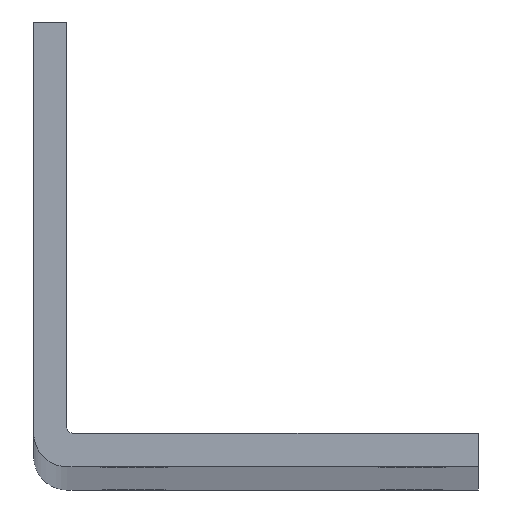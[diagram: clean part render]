
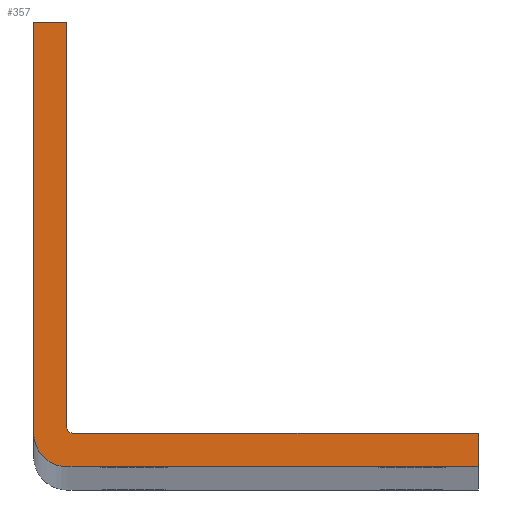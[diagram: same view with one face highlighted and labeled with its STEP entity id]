
A CAD part, top view. The second image highlights one B-rep face of the part: STEP entity #357.
In plain terms, the highlighted planar face has unit normal (0, 0, 1).
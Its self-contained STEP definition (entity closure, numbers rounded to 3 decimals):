
#7 = ORIENTED_EDGE ( 'NONE', *, *, #101, .T. ) ;
#8 = CARTESIAN_POINT ( 'NONE',  ( 0., 3., 1200. ) ) ;
#20 = VECTOR ( 'NONE', #238, 1000. ) ;
#22 = VERTEX_POINT ( 'NONE', #417 ) ;
#32 = EDGE_CURVE ( 'NONE', #318, #626, #364, .T. ) ;
#47 = CARTESIAN_POINT ( 'NONE',  ( 0., 3., 1200. ) ) ;
#59 = LINE ( 'NONE', #183, #158 ) ;
#70 = CARTESIAN_POINT ( 'NONE',  ( 3.5, 3., 1200. ) ) ;
#73 = VECTOR ( 'NONE', #517, 1000. ) ;
#75 = ORIENTED_EDGE ( 'NONE', *, *, #162, .T. ) ;
#88 = CARTESIAN_POINT ( 'NONE',  ( 40., 3., 1200. ) ) ;
#99 = LINE ( 'NONE', #227, #422 ) ;
#101 = EDGE_CURVE ( 'NONE', #626, #114, #463, .T. ) ;
#114 = VERTEX_POINT ( 'NONE', #275 ) ;
#116 = ORIENTED_EDGE ( 'NONE', *, *, #164, .T. ) ;
#121 = LINE ( 'NONE', #283, #443 ) ;
#152 = VERTEX_POINT ( 'NONE', #569 ) ;
#158 = VECTOR ( 'NONE', #612, 1000. ) ;
#162 = EDGE_CURVE ( 'NONE', #22, #152, #59, .T. ) ;
#164 = EDGE_CURVE ( 'NONE', #152, #223, #99, .T. ) ;
#177 = CARTESIAN_POINT ( 'NONE',  ( 3., 40., 1200. ) ) ;
#183 = CARTESIAN_POINT ( 'NONE',  ( 40., 0., 1200. ) ) ;
#199 = LINE ( 'NONE', #70, #542 ) ;
#204 = EDGE_CURVE ( 'NONE', #552, #376, #276, .T. ) ;
#214 = CARTESIAN_POINT ( 'NONE',  ( 3., 3.5, 1200. ) ) ;
#218 = CARTESIAN_POINT ( 'NONE',  ( 3.5, 3.5, 1200. ) ) ;
#223 = VERTEX_POINT ( 'NONE', #88 ) ;
#227 = CARTESIAN_POINT ( 'NONE',  ( 40., 3., 1200. ) ) ;
#238 = DIRECTION ( 'NONE',  ( 0., -1., 0. ) ) ;
#242 = DIRECTION ( 'NONE',  ( 1., 0., 0. ) ) ;
#259 = CARTESIAN_POINT ( 'NONE',  ( 0., 40., 1200. ) ) ;
#275 = CARTESIAN_POINT ( 'NONE',  ( 3., 40., 1200. ) ) ;
#276 = LINE ( 'NONE', #47, #20 ) ;
#278 = EDGE_LOOP ( 'NONE', ( #391, #340, #568, #75, #116, #515, #445, #7 ) ) ;
#283 = CARTESIAN_POINT ( 'NONE',  ( 0., 40., 1200. ) ) ;
#288 = AXIS2_PLACEMENT_3D ( 'NONE', #296, #590, #242 ) ;
#295 = EDGE_CURVE ( 'NONE', #114, #552, #121, .T. ) ;
#296 = CARTESIAN_POINT ( 'NONE',  ( 3.5, 3.5, 1200. ) ) ;
#313 = EDGE_CURVE ( 'NONE', #376, #22, #413, .T. ) ;
#314 = DIRECTION ( 'NONE',  ( 1., 0., 0. ) ) ;
#316 = DIRECTION ( 'NONE',  ( 0., 1., 0. ) ) ;
#318 = VERTEX_POINT ( 'NONE', #323 ) ;
#319 = DIRECTION ( 'NONE',  ( 0., 0., -1. ) ) ;
#323 = CARTESIAN_POINT ( 'NONE',  ( 3.5, 3., 1200. ) ) ;
#340 = ORIENTED_EDGE ( 'NONE', *, *, #204, .T. ) ;
#357 = ADVANCED_FACE ( 'NONE', ( #532 ), #386, .T. ) ;
#362 = DIRECTION ( 'NONE',  ( -1., 0., 0. ) ) ;
#364 = CIRCLE ( 'NONE', #538, 0.5 ) ;
#376 = VERTEX_POINT ( 'NONE', #8 ) ;
#386 = PLANE ( 'NONE',  #288 ) ;
#391 = ORIENTED_EDGE ( 'NONE', *, *, #295, .T. ) ;
#413 = CIRCLE ( 'NONE', #419, 3. ) ;
#417 = CARTESIAN_POINT ( 'NONE',  ( 3., 0., 1200. ) ) ;
#419 = AXIS2_PLACEMENT_3D ( 'NONE', #589, #546, #490 ) ;
#422 = VECTOR ( 'NONE', #316, 1000. ) ;
#443 = VECTOR ( 'NONE', #630, 1000. ) ;
#445 = ORIENTED_EDGE ( 'NONE', *, *, #32, .T. ) ;
#463 = LINE ( 'NONE', #177, #73 ) ;
#490 = DIRECTION ( 'NONE',  ( 1., 0., 0. ) ) ;
#515 = ORIENTED_EDGE ( 'NONE', *, *, #555, .T. ) ;
#517 = DIRECTION ( 'NONE',  ( 0., 1., 0. ) ) ;
#532 = FACE_OUTER_BOUND ( 'NONE', #278, .T. ) ;
#538 = AXIS2_PLACEMENT_3D ( 'NONE', #218, #319, #314 ) ;
#542 = VECTOR ( 'NONE', #362, 1000. ) ;
#546 = DIRECTION ( 'NONE',  ( 0., 0., 1. ) ) ;
#552 = VERTEX_POINT ( 'NONE', #259 ) ;
#555 = EDGE_CURVE ( 'NONE', #223, #318, #199, .T. ) ;
#568 = ORIENTED_EDGE ( 'NONE', *, *, #313, .T. ) ;
#569 = CARTESIAN_POINT ( 'NONE',  ( 40., 0., 1200. ) ) ;
#589 = CARTESIAN_POINT ( 'NONE',  ( 3., 3., 1200. ) ) ;
#590 = DIRECTION ( 'NONE',  ( 0., 0., 1. ) ) ;
#612 = DIRECTION ( 'NONE',  ( 1., 0., 0. ) ) ;
#626 = VERTEX_POINT ( 'NONE', #214 ) ;
#630 = DIRECTION ( 'NONE',  ( -1., 0., 0. ) ) ;
